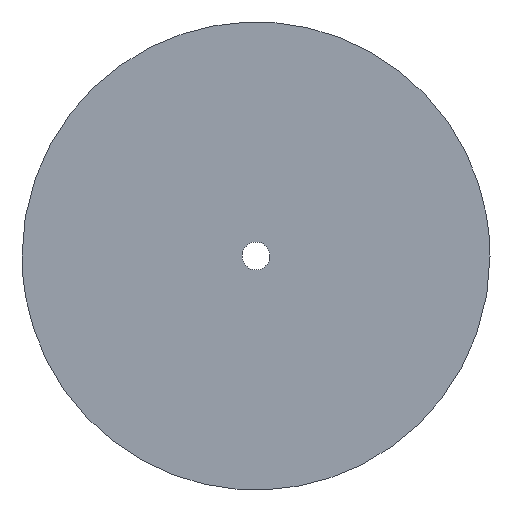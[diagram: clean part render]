
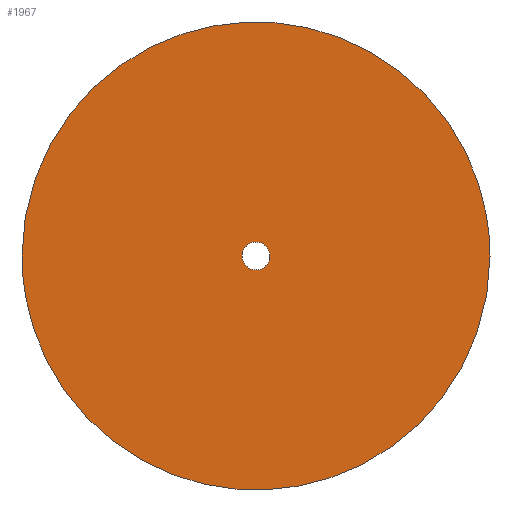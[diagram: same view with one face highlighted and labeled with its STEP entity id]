
A CAD part, left-side view. The second image highlights one B-rep face of the part: STEP entity #1967.
In plain terms, the highlighted free-form (B-spline) face has degree [1, 1] with [2, 2] control points.
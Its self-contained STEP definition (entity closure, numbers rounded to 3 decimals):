
#1892 = VERTEX_POINT('',#1893);
#1893 = CARTESIAN_POINT('',(0.,-357.578,0.));
#1900 = EDGE_CURVE('',#1892,#1901,#1903,.T.);
#1901 = VERTEX_POINT('',#1902);
#1902 = CARTESIAN_POINT('',(0.,357.578,0.));
#1903 = ( BOUNDED_CURVE() B_SPLINE_CURVE(2,(#1904,#1905,#1906,#1907,
#1908),.UNSPECIFIED.,.F.,.F.) B_SPLINE_CURVE_WITH_KNOTS((3,2,3),(
    1.571,3.142,4.712),
.PIECEWISE_BEZIER_KNOTS.) CURVE() GEOMETRIC_REPRESENTATION_ITEM() 
RATIONAL_B_SPLINE_CURVE((1.,0.707,1.,0.707,1.)) 
REPRESENTATION_ITEM('') );
#1904 = CARTESIAN_POINT('',(0.,-357.578,0.));
#1905 = CARTESIAN_POINT('',(0.,-357.578,-357.578));
#1906 = CARTESIAN_POINT('',(0.,0.,-357.578));
#1907 = CARTESIAN_POINT('',(0.,357.578,-357.578));
#1908 = CARTESIAN_POINT('',(0.,357.578,0.));
#1940 = EDGE_CURVE('',#1901,#1892,#1941,.T.);
#1941 = ( BOUNDED_CURVE() B_SPLINE_CURVE(2,(#1942,#1943,#1944,#1945,
#1946),.UNSPECIFIED.,.F.,.F.) B_SPLINE_CURVE_WITH_KNOTS((3,2,3),(
    4.712,6.283,7.854),
.PIECEWISE_BEZIER_KNOTS.) CURVE() GEOMETRIC_REPRESENTATION_ITEM() 
RATIONAL_B_SPLINE_CURVE((1.,0.707,1.,0.707,1.)) 
REPRESENTATION_ITEM('') );
#1942 = CARTESIAN_POINT('',(0.,357.578,0.));
#1943 = CARTESIAN_POINT('',(0.,357.578,357.578));
#1944 = CARTESIAN_POINT('',(0.,0.,357.578));
#1945 = CARTESIAN_POINT('',(0.,-357.578,357.578));
#1946 = CARTESIAN_POINT('',(0.,-357.578,0.));
#1967 = ADVANCED_FACE('',(#1968,#1972),#1994,.F.);
#1968 = FACE_BOUND('',#1969,.T.);
#1969 = EDGE_LOOP('',(#1970,#1971));
#1970 = ORIENTED_EDGE('',*,*,#1900,.F.);
#1971 = ORIENTED_EDGE('',*,*,#1940,.F.);
#1972 = FACE_BOUND('',#1973,.T.);
#1973 = EDGE_LOOP('',(#1974,#1986));
#1974 = ORIENTED_EDGE('',*,*,#1975,.T.);
#1975 = EDGE_CURVE('',#1976,#1978,#1980,.T.);
#1976 = VERTEX_POINT('',#1977);
#1977 = CARTESIAN_POINT('',(0.,21.377,0.));
#1978 = VERTEX_POINT('',#1979);
#1979 = CARTESIAN_POINT('',(0.,-21.377,0.));
#1980 = ( BOUNDED_CURVE() B_SPLINE_CURVE(2,(#1981,#1982,#1983,#1984,
#1985),.UNSPECIFIED.,.F.,.F.) B_SPLINE_CURVE_WITH_KNOTS((3,2,3),(
    4.712,6.283,7.854),
.PIECEWISE_BEZIER_KNOTS.) CURVE() GEOMETRIC_REPRESENTATION_ITEM() 
RATIONAL_B_SPLINE_CURVE((1.,0.707,1.,0.707,1.)) 
REPRESENTATION_ITEM('') );
#1981 = CARTESIAN_POINT('',(0.,21.377,0.));
#1982 = CARTESIAN_POINT('',(0.,21.377,21.377));
#1983 = CARTESIAN_POINT('',(0.,0.,21.377));
#1984 = CARTESIAN_POINT('',(0.,-21.377,21.377));
#1985 = CARTESIAN_POINT('',(0.,-21.377,0.));
#1986 = ORIENTED_EDGE('',*,*,#1987,.T.);
#1987 = EDGE_CURVE('',#1978,#1976,#1988,.T.);
#1988 = ( BOUNDED_CURVE() B_SPLINE_CURVE(2,(#1989,#1990,#1991,#1992,
#1993),.UNSPECIFIED.,.F.,.F.) B_SPLINE_CURVE_WITH_KNOTS((3,2,3),(
    1.571,3.142,4.712),
.PIECEWISE_BEZIER_KNOTS.) CURVE() GEOMETRIC_REPRESENTATION_ITEM() 
RATIONAL_B_SPLINE_CURVE((1.,0.707,1.,0.707,1.)) 
REPRESENTATION_ITEM('') );
#1989 = CARTESIAN_POINT('',(0.,-21.377,0.));
#1990 = CARTESIAN_POINT('',(0.,-21.377,-21.377));
#1991 = CARTESIAN_POINT('',(0.,0.,-21.377));
#1992 = CARTESIAN_POINT('',(0.,21.377,-21.377));
#1993 = CARTESIAN_POINT('',(0.,21.377,0.));
#1994 = B_SPLINE_SURFACE_WITH_KNOTS('',1,1,(
    (#1995,#1996)
    ,(#1997,#1998
    )),.UNSPECIFIED.,.F.,.F.,.F.,(2,2),(2,2),(-276.,276.),(-276.,276.),
  .PIECEWISE_BEZIER_KNOTS.);
#1995 = CARTESIAN_POINT('',(0.,-357.578,-357.578));
#1996 = CARTESIAN_POINT('',(0.,-357.578,357.578));
#1997 = CARTESIAN_POINT('',(0.,357.578,-357.578));
#1998 = CARTESIAN_POINT('',(0.,357.578,357.578));
